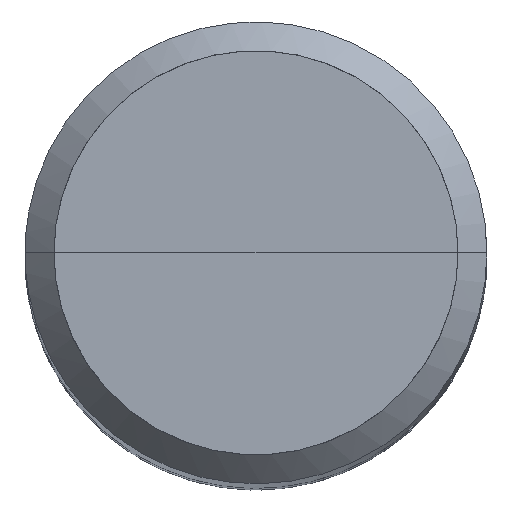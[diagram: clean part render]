
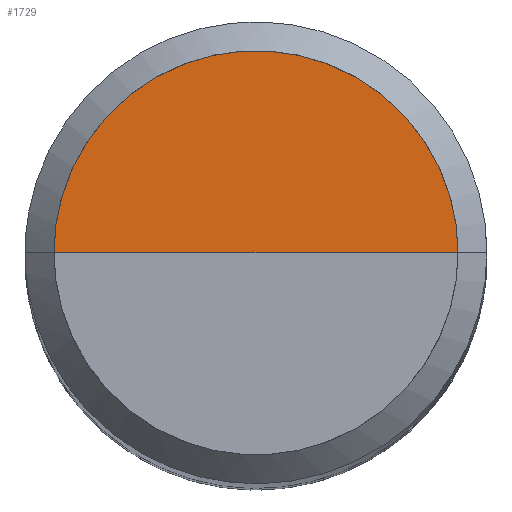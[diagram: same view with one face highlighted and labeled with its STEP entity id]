
A CAD part, top view. The second image highlights one B-rep face of the part: STEP entity #1729.
In plain terms, the highlighted free-form (B-spline) face has degree [1, 2] with [2, 5] control points.
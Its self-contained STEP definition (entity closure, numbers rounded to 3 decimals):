
#1529=CARTESIAN_POINT('',(3.5,0.0,44.0));
#1530=CARTESIAN_POINT('',(3.5,3.5,44.0));
#1531=CARTESIAN_POINT('',(0.0,3.5,44.0));
#1532=CARTESIAN_POINT('',(-3.5,3.5,44.0));
#1533=CARTESIAN_POINT('',(-3.5,0.0,44.0));
#1534=CARTESIAN_POINT('',(0.0,0.0,44.0));
#1714=(
BOUNDED_SURFACE()
B_SPLINE_SURFACE(1,2,(
(#1529,#1530,#1531,#1532,#1533),
(#1534,#1534,#1534,#1534,#1534)
), .UNSPECIFIED.,.F.,.F.,.F.)
B_SPLINE_SURFACE_WITH_KNOTS((2,2),(3,2,3),(
0.0,1.0),(
0.0,0.5,1.0), .UNSPECIFIED.)
GEOMETRIC_REPRESENTATION_ITEM()
RATIONAL_B_SPLINE_SURFACE(((1.0,0.707,1.0,0.707,1.0),
(1.0,0.707,1.0,0.707,1.0)
))
REPRESENTATION_ITEM('')
SURFACE()
);
#1715=(
BOUNDED_CURVE()
B_SPLINE_CURVE(1,(#1534,#1529),.UNSPECIFIED.,.F.,.F.)
B_SPLINE_CURVE_WITH_KNOTS((2,2),
(0.0,1.0),.UNSPECIFIED.)
CURVE()
GEOMETRIC_REPRESENTATION_ITEM()
RATIONAL_B_SPLINE_CURVE((1.0,1.0))
REPRESENTATION_ITEM('')
);
#1716=(
BOUNDED_CURVE()
B_SPLINE_CURVE(2,(#1529,#1530,#1531,#1532,#1533),.UNSPECIFIED.,.F.,.F.)
B_SPLINE_CURVE_WITH_KNOTS((3,2,3),
(0.0,0.5,1.0),.UNSPECIFIED.)
CURVE()
GEOMETRIC_REPRESENTATION_ITEM()
RATIONAL_B_SPLINE_CURVE((1.0,0.707,1.0,0.707,1.0))
REPRESENTATION_ITEM('')
);
#1717=(
BOUNDED_CURVE()
B_SPLINE_CURVE(1,(#1533,#1534),.UNSPECIFIED.,.F.,.F.)
B_SPLINE_CURVE_WITH_KNOTS((2,2),
(0.0,1.0),.UNSPECIFIED.)
CURVE()
GEOMETRIC_REPRESENTATION_ITEM()
RATIONAL_B_SPLINE_CURVE((1.0,1.0))
REPRESENTATION_ITEM('')
);
#1718=VERTEX_POINT('',#1529);
#1719=VERTEX_POINT('',#1533);
#1720=VERTEX_POINT('',#1534);
#1721=EDGE_CURVE('',#1720,#1718,#1715,.T.);
#1722=EDGE_CURVE('',#1718,#1719,#1716,.T.);
#1723=EDGE_CURVE('',#1719,#1720,#1717,.T.);
#1724=ORIENTED_EDGE('',*,*,#1721,.T.);
#1725=ORIENTED_EDGE('',*,*,#1722,.T.);
#1726=ORIENTED_EDGE('',*,*,#1723,.T.);
#1727=EDGE_LOOP('',(#1724,#1725,#1726));
#1728=FACE_OUTER_BOUND('',#1727,.T.);
#1729=ADVANCED_FACE('',(#1728),#1714,.T.);
